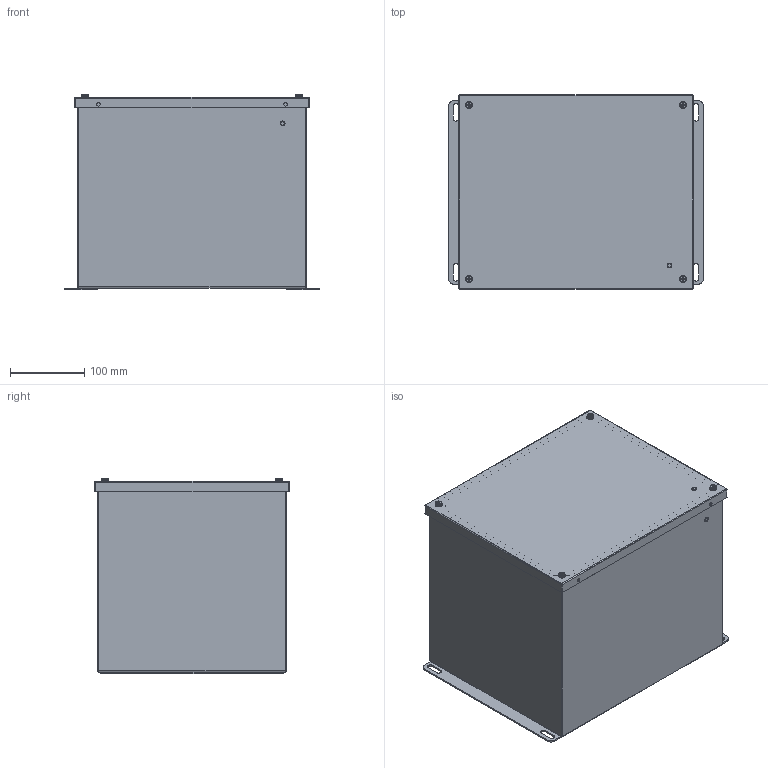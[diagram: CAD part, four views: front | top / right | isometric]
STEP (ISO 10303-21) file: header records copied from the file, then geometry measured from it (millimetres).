
FILE_DESCRIPTION (( 'STEP AP214' ), '1' );
FILE_NAME ('SCE-121010SC.STEP', '2021-01-14T16:36:42', ( '' ), ( '' ), 'SwSTEP 2.0', 'SolidWorks 2019', '' );
FILE_SCHEMA (( 'AUTOMOTIVE_DESIGN' ));
Length unit declared in the file: inch
Products named in the file (1): SCE-121010SC
Bounding box: 342.9 x 261.94 x 263.16 mm (x, y, z)
Volume: 892396.3 mm3; surface area: 1135758.6 mm2
Topology: 28 solids, 28 shells, 809 faces, 2035 edges, 1154 vertices
Faces by surface type: plane 328, bspline 220, cylinder 211, cone 30, sphere 20
Full cylindrical faces by diameter (mm): 3.708 x4, 4.763 x4, 4.775 x10, 4.826 x8, 4.905 x1, 5.156 x4, 5.537 x2, 5.588 x4, 6.35 x8, 6.502 x2, 6.604 x4, 6.756 x4, 6.858 x4, 7.112 x4, 7.14 x4, 7.417 x8, 8.052 x4, 8.484 x4, 8.636 x4, 9.195 x4, 9.474 x4, 11.092 x4
Entity records: 38264 total; most frequent: CARTESIAN_POINT 11198, ORIENTED_EDGE 3264, DIRECTION 2952, EDGE_CURVE 1632, AXIS2_PLACEMENT_3D 1110, VERTEX_POINT 1084, EDGE_LOOP 1078, FACE_OUTER_BOUND 948
